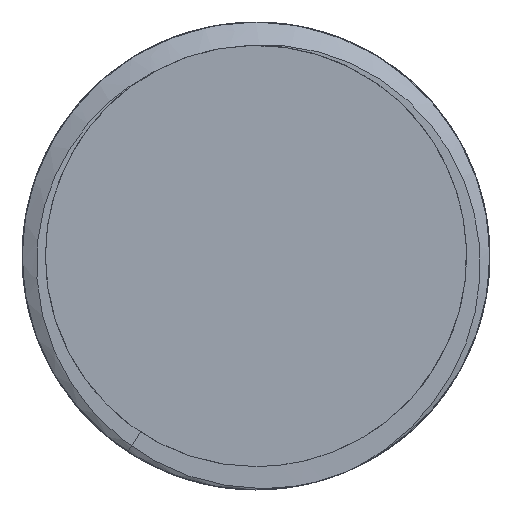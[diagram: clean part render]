
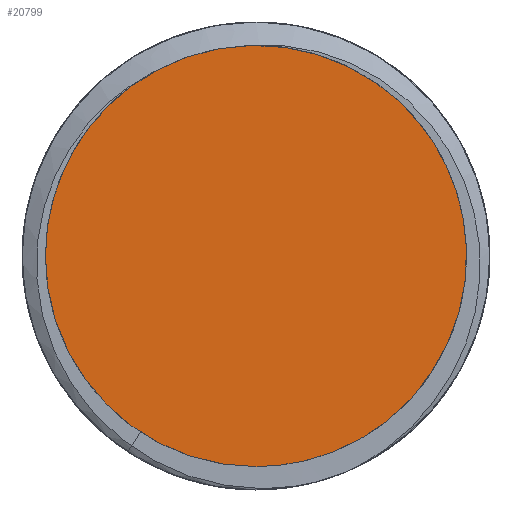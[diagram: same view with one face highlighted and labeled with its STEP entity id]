
A CAD part, left-side view. The second image highlights one B-rep face of the part: STEP entity #20799.
In plain terms, the highlighted free-form (B-spline) face has degree [1, 1] with [2, 2] control points.
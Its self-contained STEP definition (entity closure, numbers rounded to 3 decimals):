
#20767=CARTESIAN_POINT('',(35.455,0.,-5.4));
#20768=VERTEX_POINT('',#20767);
#20778=CARTESIAN_POINT('',(35.455,0.,-5.4));
#20779=CARTESIAN_POINT('',(35.455,9.353,-5.4));
#20780=CARTESIAN_POINT('',(35.455,4.677,2.7));
#20781=CARTESIAN_POINT('',(35.455,0.,10.8));
#20782=CARTESIAN_POINT('',(35.455,-4.677,2.7));
#20783=CARTESIAN_POINT('',(35.455,-9.353,-5.4));
#20784=CARTESIAN_POINT('',(35.455,0.,-5.4));
#20785=(BOUNDED_CURVE()B_SPLINE_CURVE(2,(#20778,#20779,#20780,#20781,#20782,#20783,#20784),.CIRCULAR_ARC.,.T.,.U.)B_SPLINE_CURVE_WITH_KNOTS((3,2,2,3),(0.,0.333,0.667,1.),.UNSPECIFIED.)CURVE()GEOMETRIC_REPRESENTATION_ITEM()RATIONAL_B_SPLINE_CURVE((1.,0.5,1.,0.5,1.,0.5,1.))REPRESENTATION_ITEM(''));
#20786=EDGE_CURVE('',#20768,#20768,#20785,.T.);
#20791=CARTESIAN_POINT('',(35.455,10.288,11.735));
#20792=CARTESIAN_POINT('',(35.455,-10.288,11.735));
#20793=CARTESIAN_POINT('',(35.455,10.288,-8.841));
#20794=CARTESIAN_POINT('',(35.455,-10.288,-8.841));
#20795=B_SPLINE_SURFACE_WITH_KNOTS('',1,1,((#20791,#20792),(#20793,#20794)),.PLANE_SURF.,.F.,.F.,.U.,(2,2),(2,2),(0.,1.),(0.,1.),.UNSPECIFIED.);
#20796=ORIENTED_EDGE('',*,*,#20786,.F.);
#20797=EDGE_LOOP('',(#20796));
#20798=FACE_OUTER_BOUND('',#20797,.T.);
#20799=ADVANCED_FACE('',(#20798),#20795,.T.);
